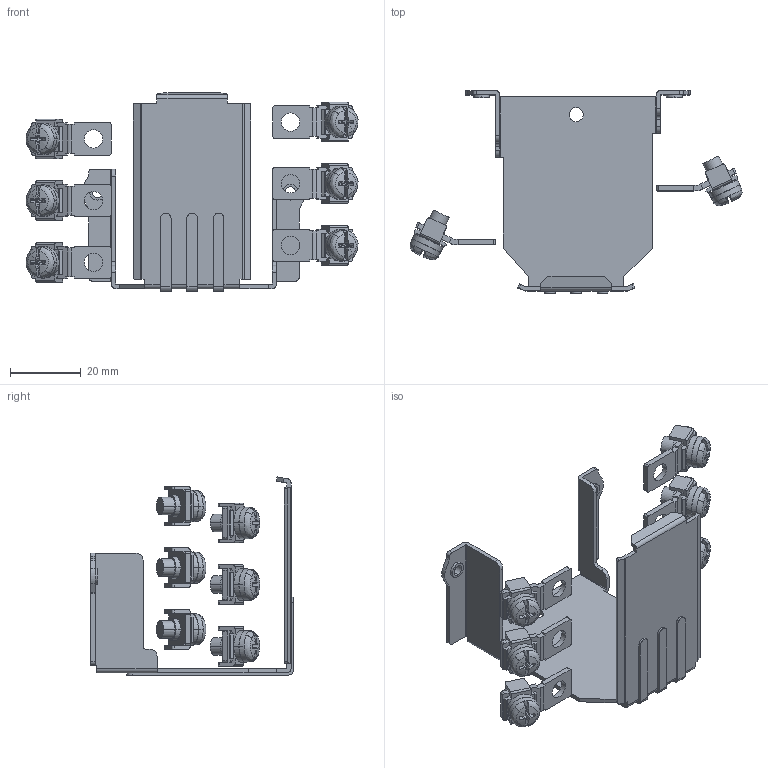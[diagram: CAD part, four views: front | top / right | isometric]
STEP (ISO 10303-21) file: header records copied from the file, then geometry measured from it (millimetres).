
FILE_DESCRIPTION (( 'STEP AP203' ), '1' );
FILE_NAME ('OUTSIDE-NC9Z-MA31.STEP', '2014-03-27T00:28:35', ( 'IDEC' ), ( '' ), 'SwSTEP 2.0', 'SolidWorks 2012', '' );
FILE_SCHEMA (( 'CONFIG_CONTROL_DESIGN' ));
Length unit declared in the file: millimetre
Products named in the file (3): OUTSIDE_NC1V-PANEL-MOUNT3; OUTSIDE_NC1V-REAR-ADAPTOR; OUTSIDE-NC9Z-MA31
Assembly tree (7 placements, depth 2):
  OUTSIDE-NC9Z-MA31
    OUTSIDE_NC1V-PANEL-MOUNT3
    OUTSIDE_NC1V-REAR-ADAPTOR  x6
Bounding box: 94.18 x 57.4 x 56.2 mm (x, y, z)
Volume: 11465.6 mm3; surface area: 18584.6 mm2
Topology: 7 solids, 7 shells, 888 faces, 2544 edges, 1674 vertices
Faces by surface type: plane 570, cylinder 210, bspline 54, cone 54
Entity records: 9931 total; most frequent: CARTESIAN_POINT 2066, ORIENTED_EDGE 1598, DIRECTION 1499, EDGE_CURVE 799, LINE 547, VECTOR 547, VERTEX_POINT 529, AXIS2_PLACEMENT_3D 476
